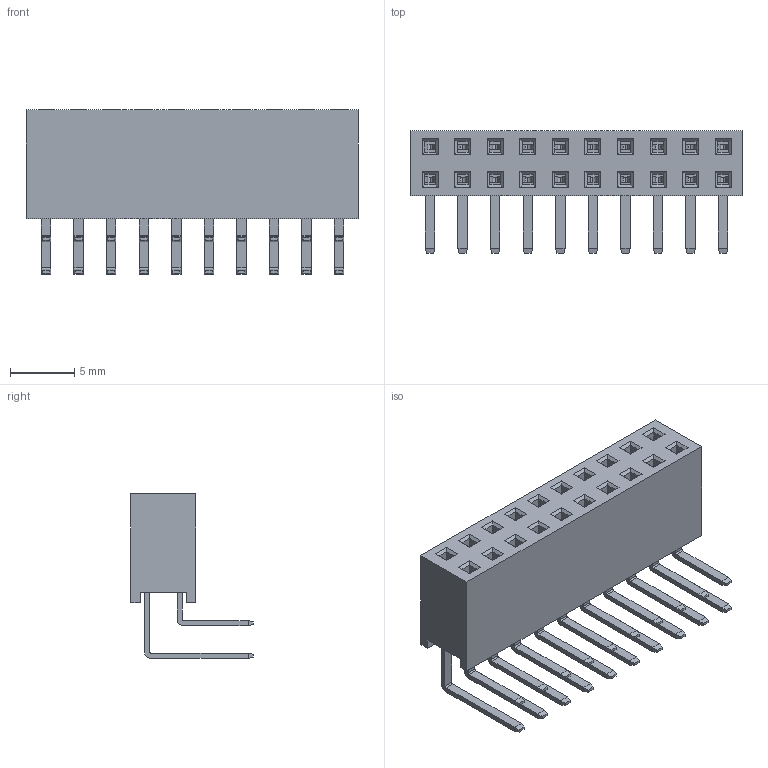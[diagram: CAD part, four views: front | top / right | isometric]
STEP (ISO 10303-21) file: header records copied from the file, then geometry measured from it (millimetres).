
FILE_DESCRIPTION(('STEP AP214'),'1');
FILE_NAME('613020243121.stp','2016-05-28T13:01:17',('TraceParts'),('TraceParts S.A.'),'Spatial InterOp 3D',' ',' ');
FILE_SCHEMA(('automotive_design'));
Length unit declared in the file: millimetre
Products named in the file (21): Assem1|6130xx243121_PIN#6130xx243121_PIN;6130xx243121_PIN; Assem1|6130xx243121_PIN_G#6130xx243121_PIN_G;6130xx243121_PIN_G; Assem1|613020243121#613020243121;613020243121
Bounding box: 25.9 x 9.55 x 12.84 mm (x, y, z)
Volume: 994.3 mm3; surface area: 2578.8 mm2
Topology: 21 solids, 21 shells, 950 faces, 2564 edges, 1656 vertices
Faces by surface type: plane 830, cylinder 80, extrusion 40
Entity records: 37544 total; most frequent: CARTESIAN_POINT 5791, ORIENTED_EDGE 5128, DIRECTION 4546, EDGE_CURVE 2564, VECTOR 2364, LINE 2324, VERTEX_POINT 1656, AXIS2_PLACEMENT_3D 1091
